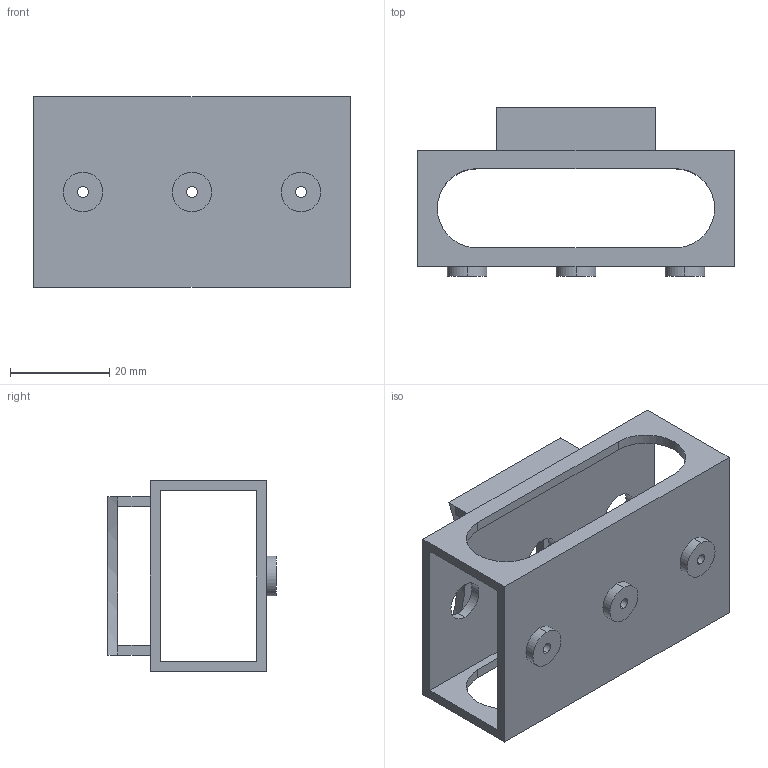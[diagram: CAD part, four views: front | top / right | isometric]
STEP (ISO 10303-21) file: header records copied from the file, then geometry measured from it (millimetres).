
FILE_DESCRIPTION (( 'STEP AP214' ), '1' );
FILE_NAME ('萇喀嘐隅殤.STEP', '2024-04-04T09:38:28', ( '' ), ( '' ), 'SwSTEP 2.0', 'SolidWorks 2023', '' );
FILE_SCHEMA (( 'AUTOMOTIVE_DESIGN' ));
Length unit declared in the file: millimetre
Products named in the file (1): 电池固定架
Bounding box: 64 x 34 x 38.4 mm (x, y, z)
Volume: 13192.3 mm3; surface area: 14567.9 mm2
Topology: 1 solids, 1 shells, 70 faces, 178 edges, 116 vertices
Faces by surface type: plane 38, cylinder 30, bspline 2
Entity records: 2189 total; most frequent: CARTESIAN_POINT 391, DIRECTION 368, ORIENTED_EDGE 356, EDGE_CURVE 178, AXIS2_PLACEMENT_3D 129, VERTEX_POINT 116, VECTOR 110, LINE 110
